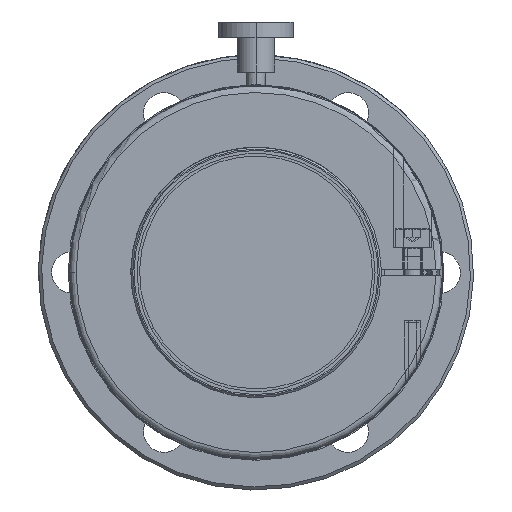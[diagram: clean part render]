
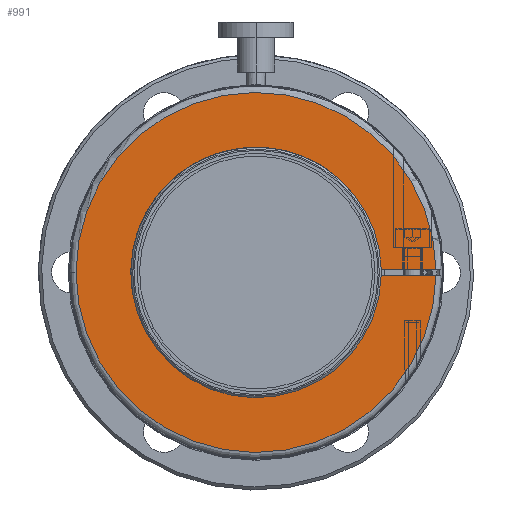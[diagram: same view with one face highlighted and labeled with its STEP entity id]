
A CAD part, front view. The second image highlights one B-rep face of the part: STEP entity #991.
In plain terms, the highlighted planar face has unit normal (0, -1, 0).
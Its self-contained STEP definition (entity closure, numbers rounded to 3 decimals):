
#279=AXIS2_PLACEMENT_3D('Circle Axis2P3D',#277,#278,$) ;
#484=AXIS2_PLACEMENT_3D('Circle Axis2P3D',#482,#483,$) ;
#712=AXIS2_PLACEMENT_3D('Circle Axis2P3D',#710,#711,$) ;
#837=AXIS2_PLACEMENT_3D('Circle Axis2P3D',#835,#836,$) ;
#855=AXIS2_PLACEMENT_3D('Circle Axis2P3D',#853,#854,$) ;
#980=AXIS2_PLACEMENT_3D('Plane Axis2P3D',#977,#978,#979) ;
#161=CARTESIAN_POINT('Line Origine',(24.37,-1112.,0.5)) ;
#165=CARTESIAN_POINT('Vertex',(19.994,-1112.,0.5)) ;
#167=CARTESIAN_POINT('Vertex',(28.746,-1112.,0.5)) ;
#277=CARTESIAN_POINT('Axis2P3D Location',(0.,-1112.,0.)) ;
#281=CARTESIAN_POINT('Vertex',(17.552,-1112.,9.589)) ;
#482=CARTESIAN_POINT('Axis2P3D Location',(0.,-1112.,0.)) ;
#486=CARTESIAN_POINT('Vertex',(-17.552,-1112.,-9.589)) ;
#542=CARTESIAN_POINT('Line Origine',(24.37,-1112.,-0.5)) ;
#546=CARTESIAN_POINT('Vertex',(28.746,-1112.,-0.5)) ;
#548=CARTESIAN_POINT('Vertex',(19.994,-1112.,-0.5)) ;
#710=CARTESIAN_POINT('Axis2P3D Location',(0.,-1112.,0.)) ;
#714=CARTESIAN_POINT('Vertex',(-28.75,-1112.,0.)) ;
#835=CARTESIAN_POINT('Axis2P3D Location',(0.,-1112.,0.)) ;
#853=CARTESIAN_POINT('Axis2P3D Location',(0.,-1112.,0.)) ;
#977=CARTESIAN_POINT('Axis2P3D Location',(0.,-1112.,0.)) ;
#162=DIRECTION('Vector Direction',(-1.,0.,0.)) ;
#278=DIRECTION('Axis2P3D Direction',(0.,-1.,0.)) ;
#483=DIRECTION('Axis2P3D Direction',(0.,-1.,0.)) ;
#543=DIRECTION('Vector Direction',(1.,0.,0.)) ;
#711=DIRECTION('Axis2P3D Direction',(0.,1.,0.)) ;
#836=DIRECTION('Axis2P3D Direction',(0.,-1.,0.)) ;
#854=DIRECTION('Axis2P3D Direction',(0.,1.,0.)) ;
#978=DIRECTION('Axis2P3D Direction',(0.,1.,0.)) ;
#979=DIRECTION('Axis2P3D XDirection',(1.,0.,0.)) ;
#163=VECTOR('Line Direction',#162,1.) ;
#544=VECTOR('Line Direction',#543,1.) ;
#983=ORIENTED_EDGE('',*,*,#550,.T.) ;
#984=ORIENTED_EDGE('',*,*,#839,.T.) ;
#985=ORIENTED_EDGE('',*,*,#488,.T.) ;
#986=ORIENTED_EDGE('',*,*,#283,.T.) ;
#987=ORIENTED_EDGE('',*,*,#169,.T.) ;
#988=ORIENTED_EDGE('',*,*,#857,.F.) ;
#989=ORIENTED_EDGE('',*,*,#716,.F.) ;
#991=ADVANCED_FACE('Hauptk\X2\00F6\X0\rper',(#990),#981,.F.) ;
#280=CIRCLE('generated circle',#279,20.) ;
#485=CIRCLE('generated circle',#484,20.) ;
#713=CIRCLE('generated circle',#712,28.75) ;
#838=CIRCLE('generated circle',#837,20.) ;
#856=CIRCLE('generated circle',#855,28.75) ;
#169=EDGE_CURVE('',#166,#168,#164,.F.) ;
#283=EDGE_CURVE('',#282,#166,#280,.F.) ;
#488=EDGE_CURVE('',#487,#282,#485,.F.) ;
#550=EDGE_CURVE('',#547,#549,#545,.F.) ;
#716=EDGE_CURVE('',#547,#715,#713,.T.) ;
#839=EDGE_CURVE('',#549,#487,#838,.F.) ;
#857=EDGE_CURVE('',#715,#168,#856,.T.) ;
#982=EDGE_LOOP('',(#983,#984,#985,#986,#987,#988,#989)) ;
#990=FACE_OUTER_BOUND('',#982,.T.) ;
#164=LINE('Line',#161,#163) ;
#545=LINE('Line',#542,#544) ;
#981=PLANE('',#980) ;
#166=VERTEX_POINT('',#165) ;
#168=VERTEX_POINT('',#167) ;
#282=VERTEX_POINT('',#281) ;
#487=VERTEX_POINT('',#486) ;
#547=VERTEX_POINT('',#546) ;
#549=VERTEX_POINT('',#548) ;
#715=VERTEX_POINT('',#714) ;
